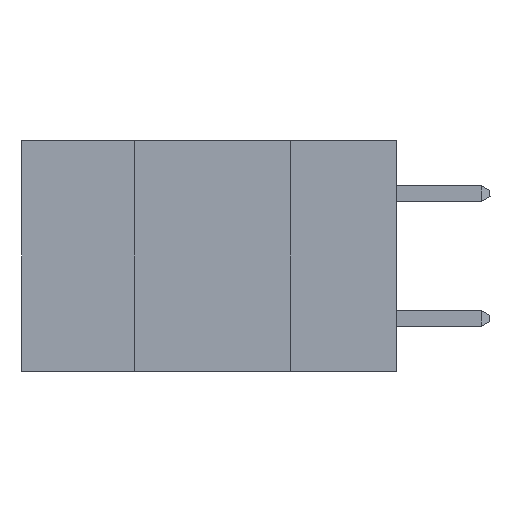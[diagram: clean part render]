
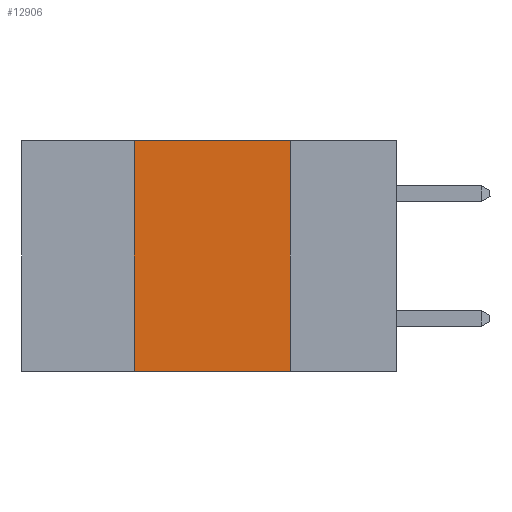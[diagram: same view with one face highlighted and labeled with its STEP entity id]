
A CAD part, left-side view. The second image highlights one B-rep face of the part: STEP entity #12906.
In plain terms, the highlighted planar face has unit normal (-1, 0, 0).
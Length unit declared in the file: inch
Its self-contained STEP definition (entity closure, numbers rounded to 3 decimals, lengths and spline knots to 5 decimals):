
#2589 = VERTEX_POINT ( 'NONE', #8459 ) ;
#3612 = DIRECTION ( 'NONE',  ( 0., 0., -1. ) ) ;
#4928 = ORIENTED_EDGE ( 'NONE', *, *, #24170, .F. ) ;
#5416 = LINE ( 'NONE', #23685, #8693 ) ;
#5548 = CARTESIAN_POINT ( 'NONE',  ( 0., 0.42, 0. ) ) ;
#7190 = PLANE ( 'NONE',  #16971 ) ;
#8389 = VERTEX_POINT ( 'NONE', #17768 ) ;
#8459 = CARTESIAN_POINT ( 'NONE',  ( 0., 0.17, 0. ) ) ;
#8693 = VECTOR ( 'NONE', #18935, 39.37008 ) ;
#8994 = ORIENTED_EDGE ( 'NONE', *, *, #21476, .F. ) ;
#11246 = EDGE_CURVE ( 'NONE', #28402, #24038, #5416, .T. ) ;
#12323 = DIRECTION ( 'NONE',  ( 0., 0., 1. ) ) ;
#12906 = ADVANCED_FACE ( 'NONE', ( #20549 ), #7190, .F. ) ;
#13376 = LINE ( 'NONE', #29494, #16677 ) ;
#13762 = ORIENTED_EDGE ( 'NONE', *, *, #11246, .T. ) ;
#16677 = VECTOR ( 'NONE', #3612, 39.37008 ) ;
#16971 = AXIS2_PLACEMENT_3D ( 'NONE', #23876, #19121, #18839 ) ;
#17768 = CARTESIAN_POINT ( 'NONE',  ( 0., 0.42, 0. ) ) ;
#18839 = DIRECTION ( 'NONE',  ( 0., 0., -1. ) ) ;
#18845 = DIRECTION ( 'NONE',  ( 0., -1., 0. ) ) ;
#18935 = DIRECTION ( 'NONE',  ( 0., -1., 0. ) ) ;
#19121 = DIRECTION ( 'NONE',  ( 1., 0., 0. ) ) ;
#19262 = VECTOR ( 'NONE', #12323, 39.37008 ) ;
#20549 = FACE_OUTER_BOUND ( 'NONE', #23596, .T. ) ;
#20654 = CARTESIAN_POINT ( 'NONE',  ( 0., 0.42, -0.37 ) ) ;
#21476 = EDGE_CURVE ( 'NONE', #28402, #8389, #25433, .T. ) ;
#22223 = CARTESIAN_POINT ( 'NONE',  ( 0., 0.17, -0.37 ) ) ;
#22254 = VECTOR ( 'NONE', #18845, 39.37008 ) ;
#23596 = EDGE_LOOP ( 'NONE', ( #4928, #23796, #8994, #13762 ) ) ;
#23685 = CARTESIAN_POINT ( 'NONE',  ( 0., 0.6, -0.37 ) ) ;
#23796 = ORIENTED_EDGE ( 'NONE', *, *, #28992, .F. ) ;
#23876 = CARTESIAN_POINT ( 'NONE',  ( 0., 0.6, 0. ) ) ;
#24038 = VERTEX_POINT ( 'NONE', #22223 ) ;
#24041 = LINE ( 'NONE', #27842, #22254 ) ;
#24170 = EDGE_CURVE ( 'NONE', #2589, #24038, #13376, .T. ) ;
#25433 = LINE ( 'NONE', #5548, #19262 ) ;
#27842 = CARTESIAN_POINT ( 'NONE',  ( 0., 0.6, 0. ) ) ;
#28402 = VERTEX_POINT ( 'NONE', #20654 ) ;
#28992 = EDGE_CURVE ( 'NONE', #8389, #2589, #24041, .T. ) ;
#29494 = CARTESIAN_POINT ( 'NONE',  ( 0., 0.17, 0. ) ) ;
